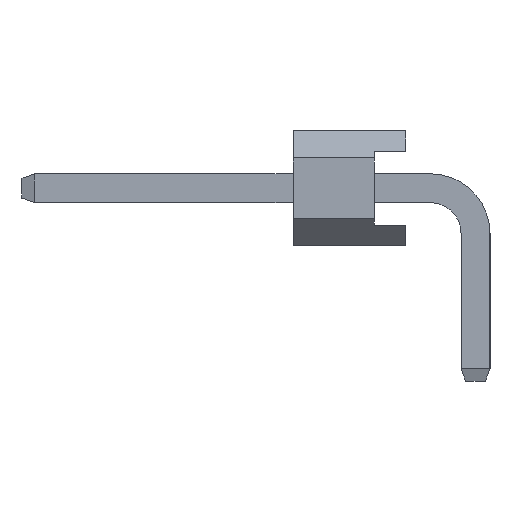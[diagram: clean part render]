
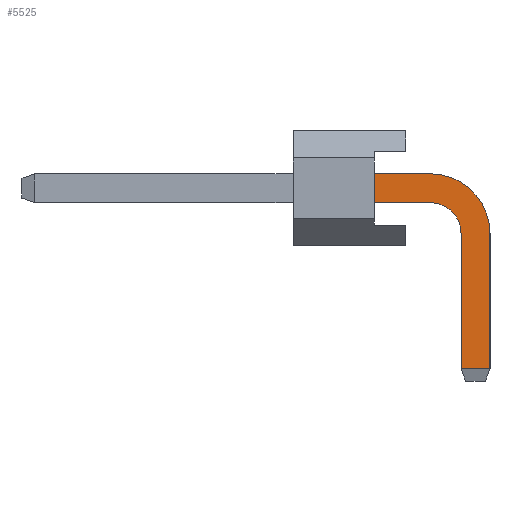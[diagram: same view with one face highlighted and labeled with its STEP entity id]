
A CAD part, left-side view. The second image highlights one B-rep face of the part: STEP entity #5525.
In plain terms, the highlighted planar face has unit normal (-1, 0, 0).
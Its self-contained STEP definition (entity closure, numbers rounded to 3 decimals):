
#5525=ADVANCED_FACE('',(#15441),#15443,.T.);
#15441=FACE_BOUND('',#15442,.T.);
#15442=EDGE_LOOP('',(#23513,#23514,#23515,#23516,#23517,#23518,#23519,#23520));
#15443=PLANE('',#15444);
#15444=AXIS2_PLACEMENT_3D('',#15445,#15446,#15447);
#15445=CARTESIAN_POINT('',(-0.32,0.32,-3.));
#15446=DIRECTION('',(-1.,0.,0.));
#15447=DIRECTION('',(0.,-1.,0.));
#23513=ORIENTED_EDGE('',*,*,#28315,.T.);
#23514=ORIENTED_EDGE('',*,*,#28316,.T.);
#23515=ORIENTED_EDGE('',*,*,#28317,.T.);
#23516=ORIENTED_EDGE('',*,*,#28318,.T.);
#23517=ORIENTED_EDGE('',*,*,#26729,.T.);
#23518=ORIENTED_EDGE('',*,*,#28319,.F.);
#23519=ORIENTED_EDGE('',*,*,#28320,.F.);
#23520=ORIENTED_EDGE('',*,*,#28321,.F.);
#26729=EDGE_CURVE('',#30611,#30612,#30613,.T.);
#28315=EDGE_CURVE('',#33101,#33102,#33103,.T.);
#28316=EDGE_CURVE('',#33102,#33104,#33105,.T.);
#28317=EDGE_CURVE('',#33104,#33106,#33107,.T.);
#28318=EDGE_CURVE('',#33106,#30611,#33108,.T.);
#28319=EDGE_CURVE('',#33109,#30612,#33110,.T.);
#28320=EDGE_CURVE('',#33111,#33109,#33112,.T.);
#28321=EDGE_CURVE('',#33101,#33111,#33113,.T.);
#30611=VERTEX_POINT('',#37233);
#30612=VERTEX_POINT('',#37234);
#30613=LINE('',#37235,#37236);
#33101=VERTEX_POINT('',#43043);
#33102=VERTEX_POINT('',#43044);
#33103=LINE('',#43045,#43046);
#33104=VERTEX_POINT('',#43048);
#33105=LINE('',#43049,#43050);
#33106=VERTEX_POINT('',#43052);
#33107=CIRCLE('',#43053,1.32);
#33108=LINE('',#43057,#43058);
#33109=VERTEX_POINT('',#43060);
#33110=LINE('',#43061,#43062);
#33111=VERTEX_POINT('',#43064);
#33112=CIRCLE('',#43065,0.68);
#33113=LINE('',#43069,#43070);
#37233=CARTESIAN_POINT('',(-0.32,2.24,1.59));
#37234=CARTESIAN_POINT('',(-0.32,2.24,0.95));
#37235=CARTESIAN_POINT('',(-0.32,2.24,1.59));
#37236=VECTOR('',#37237,1.);
#37237=DIRECTION('',(0.,0.,-1.));
#43043=CARTESIAN_POINT('',(-0.32,0.32,-2.725));
#43044=CARTESIAN_POINT('',(-0.32,-0.32,-2.725));
#43045=CARTESIAN_POINT('',(-0.32,0.32,-2.725));
#43046=VECTOR('',#43047,1.);
#43047=DIRECTION('',(0.,-1.,0.));
#43048=CARTESIAN_POINT('',(-0.32,-0.32,0.27));
#43049=CARTESIAN_POINT('',(-0.32,-0.32,-2.725));
#43050=VECTOR('',#43051,1.);
#43051=DIRECTION('',(0.,0.,1.));
#43052=CARTESIAN_POINT('',(-0.32,1.,1.59));
#43053=AXIS2_PLACEMENT_3D('',#43054,#43055,#43056);
#43054=CARTESIAN_POINT('',(-0.32,1.,0.27));
#43055=DIRECTION('',(-1.,-0.,0.));
#43056=DIRECTION('',(0.,-1.,0.));
#43057=CARTESIAN_POINT('',(-0.32,1.,1.59));
#43058=VECTOR('',#43059,1.);
#43059=DIRECTION('',(0.,1.,0.));
#43060=CARTESIAN_POINT('',(-0.32,1.,0.95));
#43061=CARTESIAN_POINT('',(-0.32,1.,0.95));
#43062=VECTOR('',#43063,1.);
#43063=DIRECTION('',(0.,1.,0.));
#43064=CARTESIAN_POINT('',(-0.32,0.32,0.27));
#43065=AXIS2_PLACEMENT_3D('',#43066,#43067,#43068);
#43066=CARTESIAN_POINT('',(-0.32,1.,0.27));
#43067=DIRECTION('',(-1.,-0.,0.));
#43068=DIRECTION('',(0.,-1.,0.));
#43069=CARTESIAN_POINT('',(-0.32,0.32,-2.725));
#43070=VECTOR('',#43071,1.);
#43071=DIRECTION('',(0.,0.,1.));
